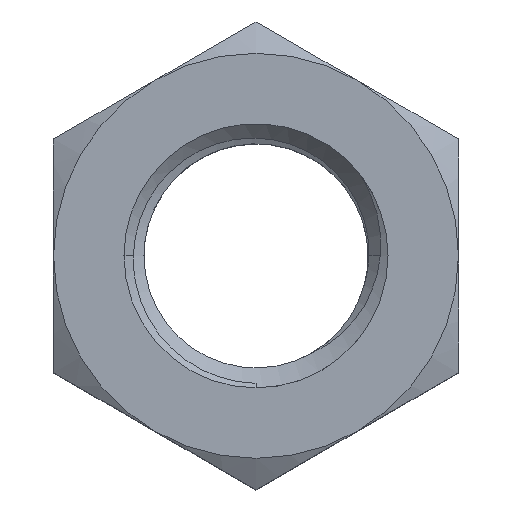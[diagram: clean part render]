
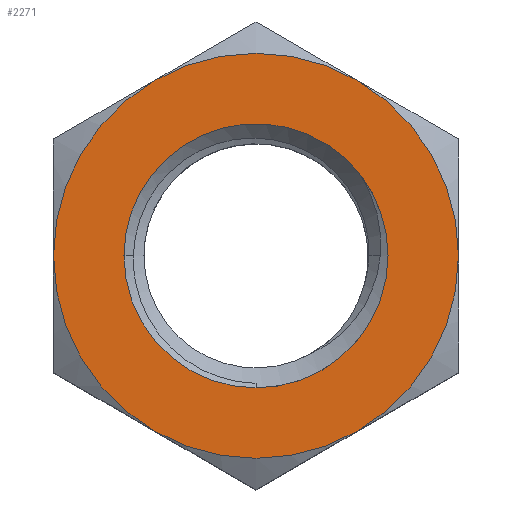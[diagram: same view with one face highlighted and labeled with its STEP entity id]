
A CAD part, top view. The second image highlights one B-rep face of the part: STEP entity #2271.
In plain terms, the highlighted planar face has unit normal (0, 0, 1).
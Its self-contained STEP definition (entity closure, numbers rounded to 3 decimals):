
#24 = CARTESIAN_POINT ( 'NONE',  ( 15., 0., 12. ) ) ;
#54 = EDGE_CURVE ( 'NONE', #484, #384, #643, .T. ) ;
#55 = DIRECTION ( 'NONE',  ( 0., 0., 1. ) ) ;
#72 = CARTESIAN_POINT ( 'NONE',  ( 23., 0., 12. ) ) ;
#78 = AXIS2_PLACEMENT_3D ( 'NONE', #740, #2586, #1018 ) ;
#121 = CIRCLE ( 'NONE', #3089, 23. ) ;
#179 = DIRECTION ( 'NONE',  ( 1., 0., 0. ) ) ;
#207 = DIRECTION ( 'NONE',  ( 1., 0., 0. ) ) ;
#281 = EDGE_CURVE ( 'NONE', #3033, #484, #2922, .T. ) ;
#384 = VERTEX_POINT ( 'NONE', #1030 ) ;
#389 = CARTESIAN_POINT ( 'NONE',  ( -11.5, 19.919, 12. ) ) ;
#484 = VERTEX_POINT ( 'NONE', #1701 ) ;
#486 = EDGE_LOOP ( 'NONE', ( #1459, #2282, #1489, #565 ) ) ;
#507 = DIRECTION ( 'NONE',  ( 0., 0., 1. ) ) ;
#550 = ORIENTED_EDGE ( 'NONE', *, *, #3183, .T. ) ;
#565 = ORIENTED_EDGE ( 'NONE', *, *, #1668, .F. ) ;
#575 = CIRCLE ( 'NONE', #2627, 23. ) ;
#606 = AXIS2_PLACEMENT_3D ( 'NONE', #1670, #1649, #1807 ) ;
#643 = CIRCLE ( 'NONE', #1188, 23. ) ;
#658 = FACE_BOUND ( 'NONE', #486, .T. ) ;
#693 = FACE_OUTER_BOUND ( 'NONE', #3004, .T. ) ;
#740 = CARTESIAN_POINT ( 'NONE',  ( 0., 0., 12. ) ) ;
#749 = CARTESIAN_POINT ( 'NONE',  ( 0., -15., 12. ) ) ;
#753 = VERTEX_POINT ( 'NONE', #2044 ) ;
#959 = CARTESIAN_POINT ( 'NONE',  ( -23., 13.279, 12. ) ) ;
#1018 = DIRECTION ( 'NONE',  ( 1., 0., 0. ) ) ;
#1030 = CARTESIAN_POINT ( 'NONE',  ( -11.5, -19.919, 12. ) ) ;
#1175 = VERTEX_POINT ( 'NONE', #72 ) ;
#1187 = ORIENTED_EDGE ( 'NONE', *, *, #2301, .T. ) ;
#1188 = AXIS2_PLACEMENT_3D ( 'NONE', #1358, #1364, #1371 ) ;
#1213 = CARTESIAN_POINT ( 'NONE',  ( 0., 0., 12. ) ) ;
#1280 = ORIENTED_EDGE ( 'NONE', *, *, #281, .T. ) ;
#1303 = AXIS2_PLACEMENT_3D ( 'NONE', #3117, #1558, #3383 ) ;
#1348 = AXIS2_PLACEMENT_3D ( 'NONE', #2113, #507, #2368 ) ;
#1358 = CARTESIAN_POINT ( 'NONE',  ( 0., 0., 12. ) ) ;
#1364 = DIRECTION ( 'NONE',  ( 0., 0., 1. ) ) ;
#1371 = DIRECTION ( 'NONE',  ( 1., 0., 0. ) ) ;
#1384 = EDGE_CURVE ( 'NONE', #384, #1393, #2569, .T. ) ;
#1393 = VERTEX_POINT ( 'NONE', #1832 ) ;
#1413 = CARTESIAN_POINT ( 'NONE',  ( 0., 0., 12. ) ) ;
#1459 = ORIENTED_EDGE ( 'NONE', *, *, #2719, .F. ) ;
#1473 = DIRECTION ( 'NONE',  ( -1., 0., 0. ) ) ;
#1489 = ORIENTED_EDGE ( 'NONE', *, *, #3195, .T. ) ;
#1501 = DIRECTION ( 'NONE',  ( 1., 0., 0. ) ) ;
#1558 = DIRECTION ( 'NONE',  ( 0., 0., -1. ) ) ;
#1643 = ORIENTED_EDGE ( 'NONE', *, *, #2605, .T. ) ;
#1649 = DIRECTION ( 'NONE',  ( 0., 0., 1. ) ) ;
#1668 = EDGE_CURVE ( 'NONE', #3339, #1719, #2184, .T. ) ;
#1670 = CARTESIAN_POINT ( 'NONE',  ( 0., 0., 12. ) ) ;
#1673 = CARTESIAN_POINT ( 'NONE',  ( 0., 0., 12. ) ) ;
#1687 = VERTEX_POINT ( 'NONE', #1741 ) ;
#1688 = DIRECTION ( 'NONE',  ( 1., 0., 0. ) ) ;
#1701 = CARTESIAN_POINT ( 'NONE',  ( -23., 0., 12. ) ) ;
#1719 = VERTEX_POINT ( 'NONE', #749 ) ;
#1741 = CARTESIAN_POINT ( 'NONE',  ( 11.718, 9.365, 12. ) ) ;
#1807 = DIRECTION ( 'NONE',  ( 1., 0., 0. ) ) ;
#1811 = DIRECTION ( 'NONE',  ( 0., 0., 1. ) ) ;
#1832 = CARTESIAN_POINT ( 'NONE',  ( 11.5, -19.919, 12. ) ) ;
#1835 = DIRECTION ( 'NONE',  ( 0., 0., 1. ) ) ;
#1865 = AXIS2_PLACEMENT_3D ( 'NONE', #3378, #1835, #207 ) ;
#1947 = DIRECTION ( 'NONE',  ( 1., 0., 0. ) ) ;
#2015 = AXIS2_PLACEMENT_3D ( 'NONE', #1213, #3029, #1473 ) ;
#2044 = CARTESIAN_POINT ( 'NONE',  ( 11.5, 19.919, 12. ) ) ;
#2061 = ORIENTED_EDGE ( 'NONE', *, *, #1384, .T. ) ;
#2113 = CARTESIAN_POINT ( 'NONE',  ( 0., 0., 12. ) ) ;
#2184 = CIRCLE ( 'NONE', #1865, 15. ) ;
#2271 = ADVANCED_FACE ( 'NONE', ( #658, #693 ), #3051, .T. ) ;
#2282 = ORIENTED_EDGE ( 'NONE', *, *, #3428, .T. ) ;
#2301 = EDGE_CURVE ( 'NONE', #753, #3033, #575, .T. ) ;
#2368 = DIRECTION ( 'NONE',  ( 1., 0., 0. ) ) ;
#2448 = ORIENTED_EDGE ( 'NONE', *, *, #54, .T. ) ;
#2515 = VERTEX_POINT ( 'NONE', #24 ) ;
#2569 = CIRCLE ( 'NONE', #1348, 23. ) ;
#2586 = DIRECTION ( 'NONE',  ( 0., 0., 1. ) ) ;
#2605 = EDGE_CURVE ( 'NONE', #1175, #753, #121, .T. ) ;
#2627 = AXIS2_PLACEMENT_3D ( 'NONE', #3352, #1811, #179 ) ;
#2640 = CIRCLE ( 'NONE', #1303, 15. ) ;
#2653 = AXIS2_PLACEMENT_3D ( 'NONE', #959, #3065, #1501 ) ;
#2683 = CIRCLE ( 'NONE', #78, 23. ) ;
#2719 = EDGE_CURVE ( 'NONE', #1687, #3339, #3087, .T. ) ;
#2922 = CIRCLE ( 'NONE', #606, 23. ) ;
#2970 = CIRCLE ( 'NONE', #2015, 15. ) ;
#2981 = CARTESIAN_POINT ( 'NONE',  ( -15., 0., 12. ) ) ;
#3004 = EDGE_LOOP ( 'NONE', ( #550, #1643, #1187, #1280, #2448, #2061 ) ) ;
#3029 = DIRECTION ( 'NONE',  ( 0., 0., -1. ) ) ;
#3033 = VERTEX_POINT ( 'NONE', #389 ) ;
#3051 = PLANE ( 'NONE',  #2653 ) ;
#3065 = DIRECTION ( 'NONE',  ( 0., 0., 1. ) ) ;
#3087 = CIRCLE ( 'NONE', #3179, 15. ) ;
#3089 = AXIS2_PLACEMENT_3D ( 'NONE', #1673, #55, #1947 ) ;
#3117 = CARTESIAN_POINT ( 'NONE',  ( 0., 0., 12. ) ) ;
#3179 = AXIS2_PLACEMENT_3D ( 'NONE', #1413, #3231, #1688 ) ;
#3183 = EDGE_CURVE ( 'NONE', #1393, #1175, #2683, .T. ) ;
#3195 = EDGE_CURVE ( 'NONE', #2515, #1719, #2640, .T. ) ;
#3231 = DIRECTION ( 'NONE',  ( 0., 0., 1. ) ) ;
#3339 = VERTEX_POINT ( 'NONE', #2981 ) ;
#3352 = CARTESIAN_POINT ( 'NONE',  ( 0., 0., 12. ) ) ;
#3378 = CARTESIAN_POINT ( 'NONE',  ( 0., 0., 12. ) ) ;
#3383 = DIRECTION ( 'NONE',  ( -1., 0., 0. ) ) ;
#3428 = EDGE_CURVE ( 'NONE', #1687, #2515, #2970, .T. ) ;
